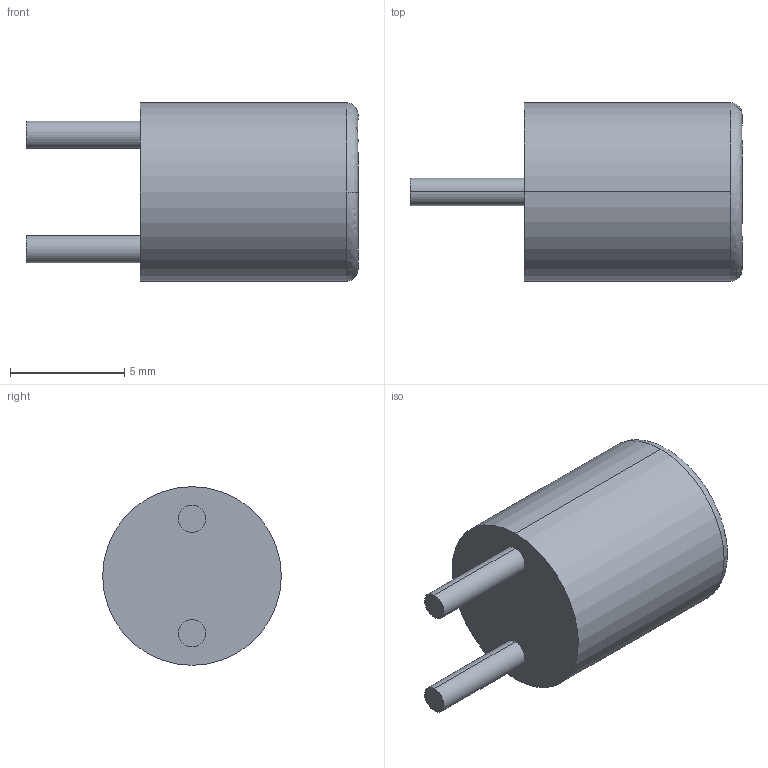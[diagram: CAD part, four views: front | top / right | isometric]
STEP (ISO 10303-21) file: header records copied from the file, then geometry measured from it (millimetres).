
FILE_DESCRIPTION (( 'STEP AP214' ), '1' );
FILE_NAME ('User Library-wurth inductor 7447724xx.STEP', '2020-01-10T04:44:51', ( '' ), ( '' ), 'SwSTEP 2.0', 'SolidWorks 2019', '' );
FILE_SCHEMA (( 'AUTOMOTIVE_DESIGN' ));
Length unit declared in the file: millimetre
Products named in the file (1): User Library-wurth inductor 7447724xx
Bounding box: 14.5 x 7.8 x 7.8 mm (x, y, z)
Volume: 464.3 mm3; surface area: 360.8 mm2
Topology: 1 solids, 1 shells, 12 faces, 24 edges, 16 vertices
Faces by surface type: cylinder 6, plane 4, bspline 2
Entity records: 558 total; most frequent: CARTESIAN_POINT 199, DIRECTION 60, ORIENTED_EDGE 48, AXIS2_PLACEMENT_3D 27, EDGE_CURVE 24, CIRCLE 16, VERTEX_POINT 16, EDGE_LOOP 14
